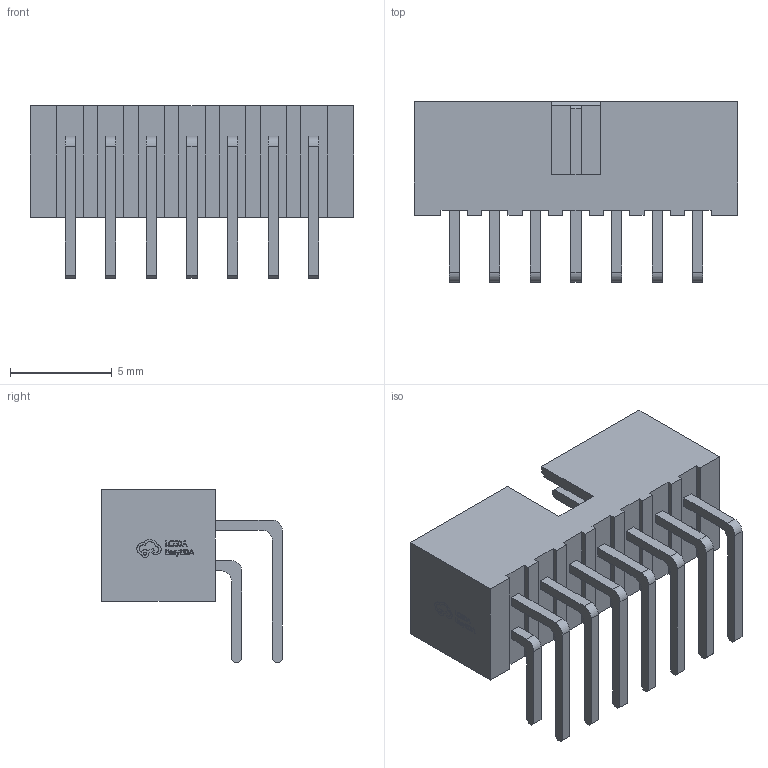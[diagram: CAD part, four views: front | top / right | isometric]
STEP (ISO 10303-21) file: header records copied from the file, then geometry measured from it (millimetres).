
FILE_DESCRIPTION (( 'STEP AP214' ), '1' );
FILE_NAME ('CONN-TH_14P-P2.00-V-M_1-1734493-4.step', '2022-08-03T14:43:01', ( '' ), ( '' ), 'SwSTEP 2.0', 'SolidWorks 2020', '' );
FILE_SCHEMA (( 'AUTOMOTIVE_DESIGN' ));
Length unit declared in the file: millimetre
Products named in the file (1): CONN-TH_14P-P2.00-V-M_1-1734493-4
Bounding box: 15.95 x 8.9 x 8.5 mm (x, y, z)
Volume: 277.7 mm3; surface area: 868.9 mm2
Topology: 14 solids, 14 shells, 590 faces, 1577 edges, 1050 vertices
Faces by surface type: plane 448, bspline 114, cylinder 28
Entity records: 23934 total; most frequent: CARTESIAN_POINT 5580, ORIENTED_EDGE 3154, DIRECTION 2355, EDGE_CURVE 1577, VECTOR 1289, LINE 1289, VERTEX_POINT 1050, EDGE_LOOP 637
